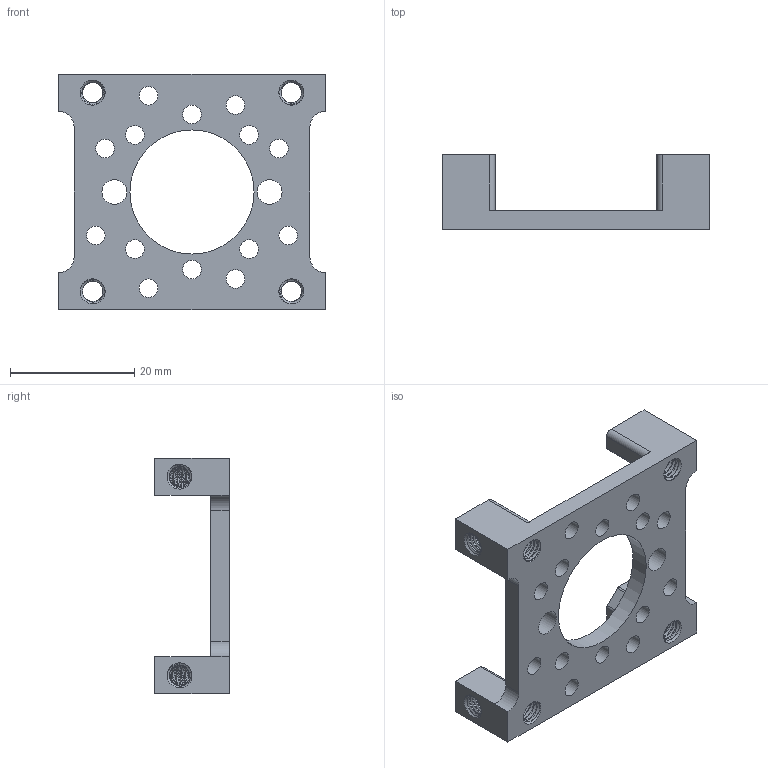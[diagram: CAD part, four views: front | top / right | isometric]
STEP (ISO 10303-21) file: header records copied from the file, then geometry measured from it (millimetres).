
FILE_DESCRIPTION( ( '' ), ' ' );
FILE_NAME( '5a2adddb5214870eedd3ec16.step', '2017-12-08T18:45:49', ( '' ), ( '' ), ' ', ' ', ' ' );
FILE_SCHEMA( ( 'AUTOMOTIVE_DESIGN { 1 0 10303 214 1 1 1 1 }' ) );
Length unit declared in the file: metre
Products named in the file (1): 1702-0032-0001
Bounding box: 43 x 12 x 38 mm (x, y, z)
Volume: 4269.5 mm3; surface area: 5219.9 mm2
Topology: 1 solids, 1 shells, 460 faces, 2031 edges, 1569 vertices
Faces by surface type: cylinder 291, bspline 117, plane 40, cone 12
Full cylindrical faces by diameter (mm): 3 x14, 4 x2, 20 x1
Entity records: 37941 total; most frequent: CARTESIAN_POINT 21308, ORIENTED_EDGE 4028, EDGE_CURVE 2014, VERTEX_POINT 1569, DIRECTION 1454, B_SPLINE_CURVE_WITH_KNOTS 779, AXIS2_PLACEMENT_3D 662, EDGE_LOOP 523
